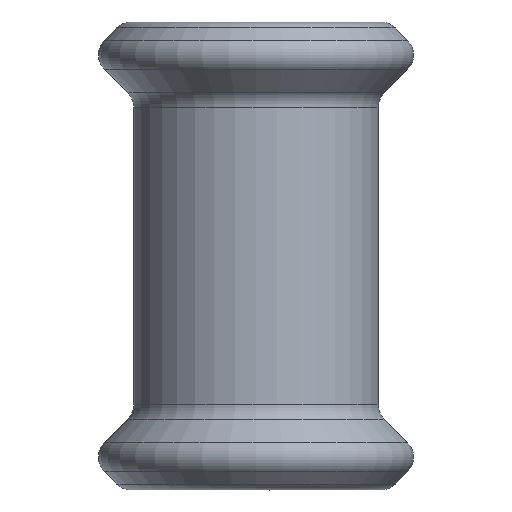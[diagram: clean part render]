
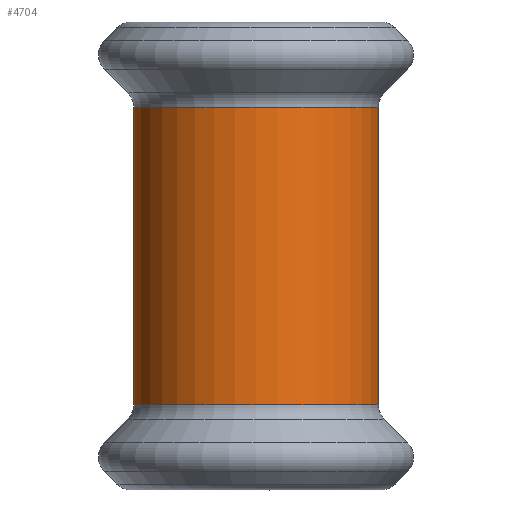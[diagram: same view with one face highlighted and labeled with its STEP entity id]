
A CAD part, front view. The second image highlights one B-rep face of the part: STEP entity #4704.
In plain terms, the highlighted cylindrical face has radius 4.572 mm (diameter 9.144 mm), a partial arc.
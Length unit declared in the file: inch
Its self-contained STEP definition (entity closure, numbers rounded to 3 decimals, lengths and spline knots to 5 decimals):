
#54 = DIRECTION ( 'NONE',  ( 1., 0., 0. ) ) ;
#350 = CARTESIAN_POINT ( 'NONE',  ( -0.055, -0.593, 0.21901 ) ) ;
#427 = ORIENTED_EDGE ( 'NONE', *, *, #4240, .T. ) ;
#485 = DIRECTION ( 'NONE',  ( 1., 0., 0. ) ) ;
#831 = VECTOR ( 'NONE', #1850, 39.37008 ) ;
#1294 = ORIENTED_EDGE ( 'NONE', *, *, #3971, .F. ) ;
#1311 = DIRECTION ( 'NONE',  ( 0., 0., 1. ) ) ;
#1571 = EDGE_CURVE ( 'NONE', #2842, #4796, #1817, .T. ) ;
#1817 = CIRCLE ( 'NONE', #2727, 0.18 ) ;
#1850 = DIRECTION ( 'NONE',  ( 0., 0., 1. ) ) ;
#1985 = DIRECTION ( 'NONE',  ( 0., 0., 1. ) ) ;
#2234 = FACE_OUTER_BOUND ( 'NONE', #3796, .T. ) ;
#2468 = CIRCLE ( 'NONE', #3123, 0.18 ) ;
#2490 = CARTESIAN_POINT ( 'NONE',  ( -0.055, -0.593, 0.21901 ) ) ;
#2679 = ORIENTED_EDGE ( 'NONE', *, *, #1571, .T. ) ;
#2686 = DIRECTION ( 'NONE',  ( 0., 0., 1. ) ) ;
#2727 = AXIS2_PLACEMENT_3D ( 'NONE', #5552, #2686, #6054 ) ;
#2842 = VERTEX_POINT ( 'NONE', #3473 ) ;
#2920 = DIRECTION ( 'NONE',  ( 0., 0., 1. ) ) ;
#2927 = CYLINDRICAL_SURFACE ( 'NONE', #4334, 0.18 ) ;
#3123 = AXIS2_PLACEMENT_3D ( 'NONE', #5787, #2920, #54 ) ;
#3360 = CARTESIAN_POINT ( 'NONE',  ( 0.125, -0.593, 0. ) ) ;
#3473 = CARTESIAN_POINT ( 'NONE',  ( -0.055, -0.593, -0.21901 ) ) ;
#3552 = EDGE_CURVE ( 'NONE', #5243, #4866, #2468, .T. ) ;
#3796 = EDGE_LOOP ( 'NONE', ( #2679, #427, #4376, #1294 ) ) ;
#3971 = EDGE_CURVE ( 'NONE', #2842, #5243, #4629, .T. ) ;
#4220 = CARTESIAN_POINT ( 'NONE',  ( 0.305, -0.593, 0. ) ) ;
#4240 = EDGE_CURVE ( 'NONE', #4796, #4866, #4649, .T. ) ;
#4334 = AXIS2_PLACEMENT_3D ( 'NONE', #3360, #1311, #485 ) ;
#4376 = ORIENTED_EDGE ( 'NONE', *, *, #3552, .F. ) ;
#4599 = CARTESIAN_POINT ( 'NONE',  ( 0.305, -0.593, 0.21901 ) ) ;
#4629 = LINE ( 'NONE', #2490, #5609 ) ;
#4649 = LINE ( 'NONE', #4220, #831 ) ;
#4704 = ADVANCED_FACE ( 'NONE', ( #2234 ), #2927, .T. ) ;
#4796 = VERTEX_POINT ( 'NONE', #5523 ) ;
#4866 = VERTEX_POINT ( 'NONE', #4599 ) ;
#5243 = VERTEX_POINT ( 'NONE', #350 ) ;
#5523 = CARTESIAN_POINT ( 'NONE',  ( 0.305, -0.593, -0.21901 ) ) ;
#5552 = CARTESIAN_POINT ( 'NONE',  ( 0.125, -0.593, -0.21901 ) ) ;
#5609 = VECTOR ( 'NONE', #1985, 39.37008 ) ;
#5787 = CARTESIAN_POINT ( 'NONE',  ( 0.125, -0.593, 0.21901 ) ) ;
#6054 = DIRECTION ( 'NONE',  ( 1., 0., 0. ) ) ;
